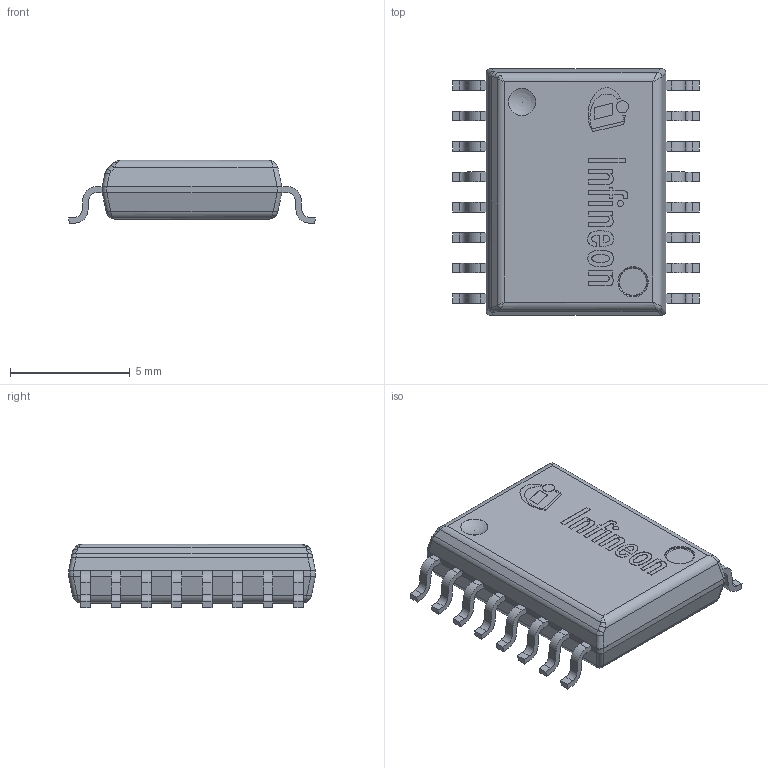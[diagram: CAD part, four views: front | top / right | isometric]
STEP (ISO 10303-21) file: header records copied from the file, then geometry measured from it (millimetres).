
FILE_DESCRIPTION(/* description */ (''),/* implementation_level */ '2;1');
FILE_NAME(/* name */ 'PG-DSO-16-30_Z8B00178960_04_3D.stp',/* time_stamp */ '2018-10-30T12:45:50+05:00',/* author */ ('janartha'),/* organization */ (''),/* preprocessor_version */ 'ST-DEVELOPER v16.13',/* originating_system */ 'AutoCAD Mechanical',/* authorisation */ '');
FILE_SCHEMA (('AUTOMOTIVE_DESIGN { 1 0 10303 214 3 1 1 }'));
Length unit declared in the file: millimetre
Products named in the file (1): Product
Bounding box: 10.3 x 10.3 x 2.66 mm (x, y, z)
Volume: 181 mm3; surface area: 587.7 mm2
Topology: 32 solids, 32 shells, 494 faces, 1265 edges, 828 vertices
Faces by surface type: plane 268, cylinder 207, bspline 12, torus 4, sphere 3
Full cylindrical faces by diameter (mm): 0.247 x1, 0.509 x1, 1.143 x2, 1.2 x1, 2.4 x1
Entity records: 15483 total; most frequent: CARTESIAN_POINT 3222, DIRECTION 2619, ORIENTED_EDGE 2478, EDGE_CURVE 1239, AXIS2_PLACEMENT_3D 903, VERTEX_POINT 822, LINE 813, VECTOR 813
